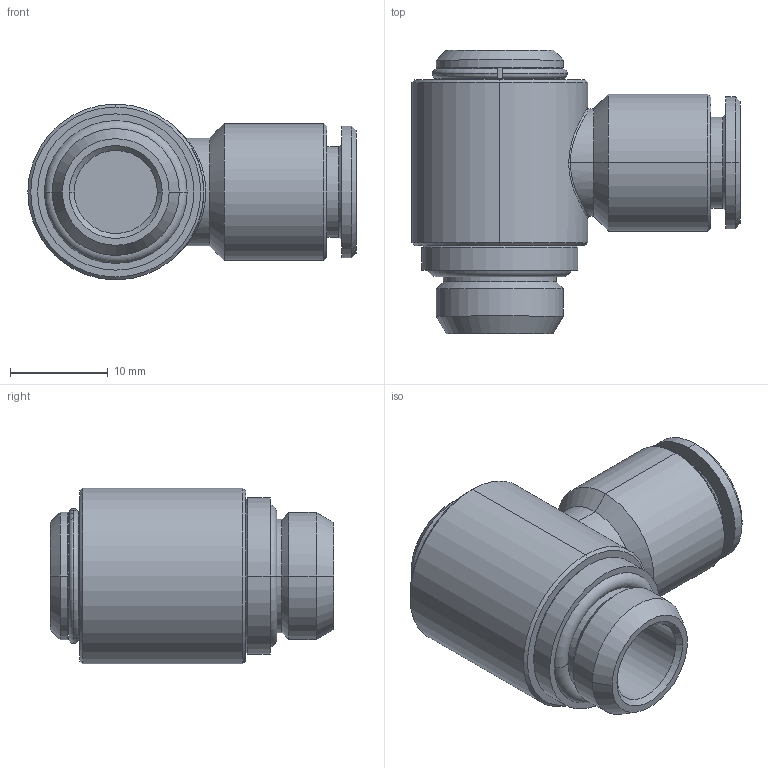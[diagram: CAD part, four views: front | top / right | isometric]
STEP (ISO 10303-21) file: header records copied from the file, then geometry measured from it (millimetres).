
FILE_DESCRIPTION (( 'STEP AP203' ), '1' );
FILE_NAME ('B0100042.STEP', '2011-03-25T13:03:03', ( '' ), ( 'sopra-pneumatic' ), 'SwSTEP 2.0', 'SolidWorks 2009', '' );
FILE_SCHEMA (( 'CONFIG_CONTROL_DESIGN' ));
Length unit declared in the file: millimetre
Products named in the file (1): B0100042
Bounding box: 33.6 x 29 x 18 mm (x, y, z)
Volume: 6034.3 mm3; surface area: 4042.9 mm2
Topology: 2 solids, 2 shells, 84 faces, 175 edges, 106 vertices
Faces by surface type: cylinder 31, cone 26, plane 21, torus 4, bspline 2
Entity records: 3570 total; most frequent: CARTESIAN_POINT 1680, DIRECTION 403, ORIENTED_EDGE 350, EDGE_CURVE 175, AXIS2_PLACEMENT_3D 167, VERTEX_POINT 106, EDGE_LOOP 97, ADVANCED_FACE 84
